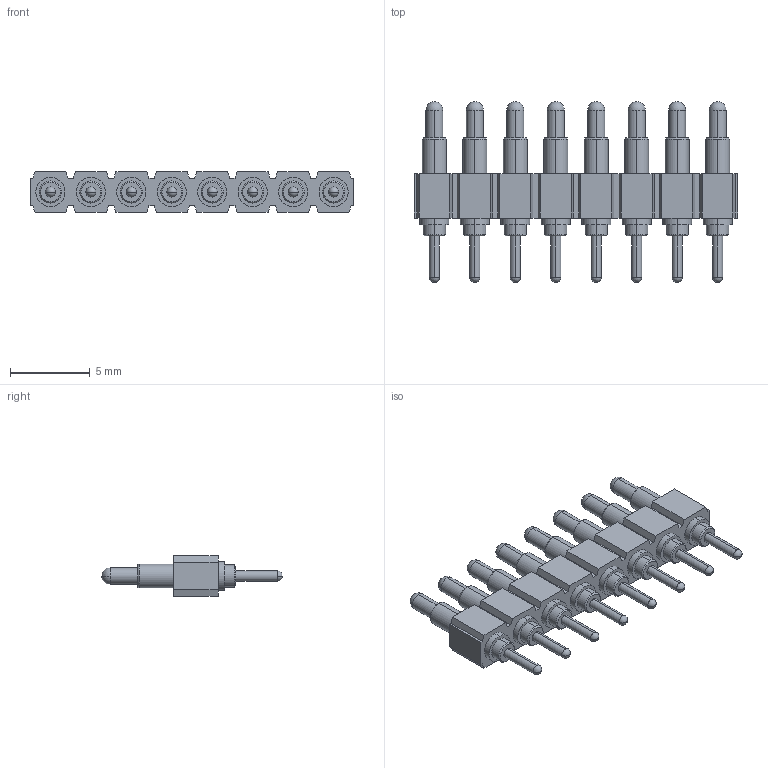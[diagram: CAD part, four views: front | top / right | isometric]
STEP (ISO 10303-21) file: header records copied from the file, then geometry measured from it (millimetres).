
FILE_DESCRIPTION (( 'STEP AP214' ), '1' );
FILE_NAME ('mill-max-825-22-008-10-002101.STEP', '2021-11-28T22:46:10', ( '' ), ( '' ), 'SwSTEP 2.0', 'SolidWorks 2021', '' );
FILE_SCHEMA (( 'AUTOMOTIVE_DESIGN' ));
Length unit declared in the file: inch
Products named in the file (3): P3XX-18-010-00-090000_P308-18-010-00-090000; mill-max-825-22-008-10-002101; 0914_default
Assembly tree (9 placements, depth 2):
  mill-max-825-22-008-10-002101
    P3XX-18-010-00-090000_P308-18-010-00-090000
    0914_default  x8
Bounding box: 20.32 x 11.35 x 2.54 mm (x, y, z)
Volume: 201.9 mm3; surface area: 698.2 mm2
Topology: 9 solids, 9 shells, 302 faces, 732 edges, 456 vertices
Faces by surface type: cylinder 112, plane 110, cone 48, sphere 32
Entity records: 3772 total; most frequent: CARTESIAN_POINT 637, DIRECTION 628, ORIENTED_EDGE 616, EDGE_CURVE 308, VECTOR 238, LINE 238, VERTEX_POINT 204, AXIS2_PLACEMENT_3D 195
